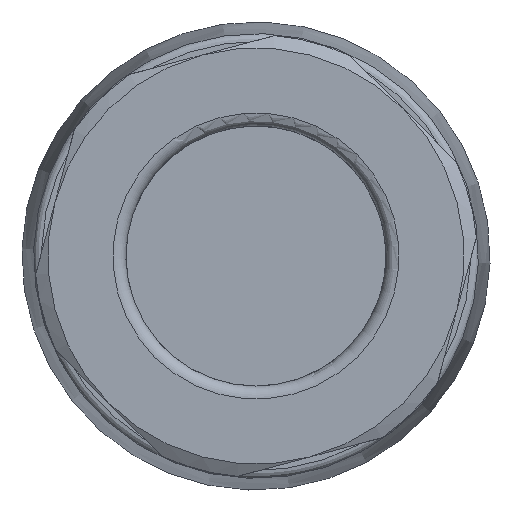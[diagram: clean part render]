
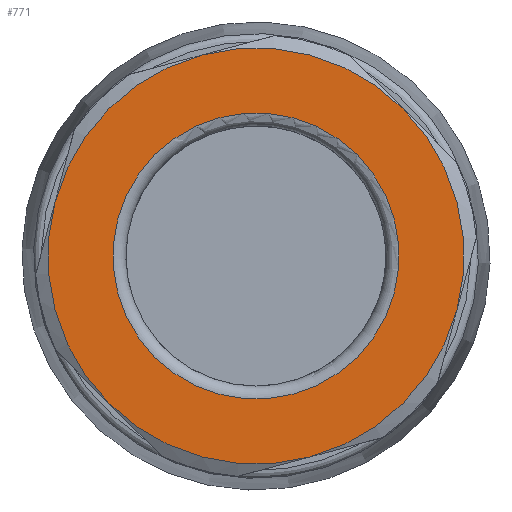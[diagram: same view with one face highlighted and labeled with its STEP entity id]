
A CAD part, front view. The second image highlights one B-rep face of the part: STEP entity #771.
In plain terms, the highlighted planar face has unit normal (0, -1, 0).
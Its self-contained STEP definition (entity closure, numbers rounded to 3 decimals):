
#771=ADVANCED_FACE('',(#1013,#1014),#874,.T.);
#874=PLANE('',#2667);
#1013=FACE_BOUND('',#1120,.T.);
#1014=FACE_BOUND('',#1121,.T.);
#1120=EDGE_LOOP('',(#1455));
#1121=EDGE_LOOP('',(#1456,#1457,#1458,#1459,#1460,#1461));
#1455=ORIENTED_EDGE('',*,*,#2242,.T.);
#1456=ORIENTED_EDGE('',*,*,#2213,.T.);
#1457=ORIENTED_EDGE('',*,*,#2215,.T.);
#1458=ORIENTED_EDGE('',*,*,#2223,.T.);
#1459=ORIENTED_EDGE('',*,*,#2227,.T.);
#1460=ORIENTED_EDGE('',*,*,#2233,.T.);
#1461=ORIENTED_EDGE('',*,*,#2239,.T.);
#1957=VERTEX_POINT('',#4438);
#1958=VERTEX_POINT('',#4440);
#1959=VERTEX_POINT('',#4447);
#1962=VERTEX_POINT('',#4471);
#1965=VERTEX_POINT('',#4481);
#1968=VERTEX_POINT('',#4498);
#1971=VERTEX_POINT('',#4525);
#2213=EDGE_CURVE('',#1958,#1957,#2482,.T.);
#2215=EDGE_CURVE('',#1957,#1959,#2483,.T.);
#2223=EDGE_CURVE('',#1959,#1962,#2485,.T.);
#2227=EDGE_CURVE('',#1962,#1965,#2487,.T.);
#2233=EDGE_CURVE('',#1965,#1968,#2489,.T.);
#2239=EDGE_CURVE('',#1968,#1958,#2491,.T.);
#2242=EDGE_CURVE('',#1971,#1971,#2492,.T.);
#2482=CIRCLE('',#2646,8.);
#2483=CIRCLE('',#2648,8.);
#2485=CIRCLE('',#2652,8.);
#2487=CIRCLE('',#2656,8.);
#2489=CIRCLE('',#2660,8.);
#2491=CIRCLE('',#2664,8.);
#2492=CIRCLE('',#2666,5.5);
#2646=AXIS2_PLACEMENT_3D('',#4439,#3049,#3050);
#2648=AXIS2_PLACEMENT_3D('',#4446,#3053,#3054);
#2652=AXIS2_PLACEMENT_3D('',#4472,#3063,#3064);
#2656=AXIS2_PLACEMENT_3D('',#4480,#3073,#3074);
#2660=AXIS2_PLACEMENT_3D('',#4497,#3083,#3084);
#2664=AXIS2_PLACEMENT_3D('',#4514,#3093,#3094);
#2666=AXIS2_PLACEMENT_3D('',#4524,#3097,#3098);
#2667=AXIS2_PLACEMENT_3D('',#4526,#3099,#3100);
#3049=DIRECTION('',(0.,-1.,0.));
#3050=DIRECTION('',(0.707,0.,-0.707));
#3053=DIRECTION('',(0.,-1.,0.));
#3054=DIRECTION('',(0.707,0.,-0.707));
#3063=DIRECTION('',(0.,-1.,0.));
#3064=DIRECTION('',(0.707,0.,-0.707));
#3073=DIRECTION('',(0.,-1.,0.));
#3074=DIRECTION('',(0.707,0.,-0.707));
#3083=DIRECTION('',(0.,-1.,0.));
#3084=DIRECTION('',(0.707,0.,-0.707));
#3093=DIRECTION('',(0.,-1.,0.));
#3094=DIRECTION('',(0.707,0.,-0.707));
#3097=DIRECTION('',(0.,1.,0.));
#3098=DIRECTION('',(0.707,0.,-0.707));
#3099=DIRECTION('',(0.,-1.,0.));
#3100=DIRECTION('',(0.707,0.,-0.707));
#4438=CARTESIAN_POINT('',(27.641,-76.,5.657));
#4439=CARTESIAN_POINT('',(21.985,-76.,0.));
#4440=CARTESIAN_POINT('',(29.712,-76.,-2.071));
#4446=CARTESIAN_POINT('',(21.985,-76.,0.));
#4447=CARTESIAN_POINT('',(19.914,-76.,7.727));
#4471=CARTESIAN_POINT('',(14.257,-76.,2.071));
#4472=CARTESIAN_POINT('',(21.985,-76.,0.));
#4480=CARTESIAN_POINT('',(21.985,-76.,0.));
#4481=CARTESIAN_POINT('',(16.328,-76.,-5.657));
#4497=CARTESIAN_POINT('',(21.985,-76.,0.));
#4498=CARTESIAN_POINT('',(24.055,-76.,-7.727));
#4514=CARTESIAN_POINT('',(21.985,-76.,0.));
#4524=CARTESIAN_POINT('',(21.985,-76.,0.));
#4525=CARTESIAN_POINT('',(25.874,-76.,-3.889));
#4526=CARTESIAN_POINT('',(15.974,-76.,6.01));
